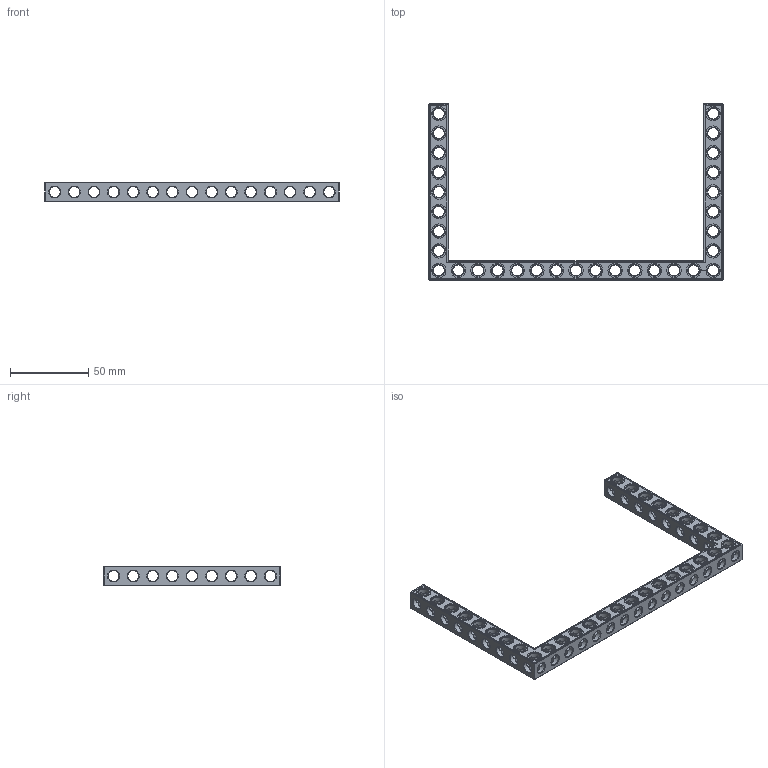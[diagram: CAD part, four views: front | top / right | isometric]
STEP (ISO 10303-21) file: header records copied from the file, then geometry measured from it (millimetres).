
FILE_DESCRIPTION(('FreeCAD Model'),'2;1');
FILE_NAME('Open CASCADE Shape Model','2022-03-06T13:35:47',('Author'),( ''),'Open CASCADE STEP processor 7.5','FreeCAD','Unknown');
FILE_SCHEMA(('AUTOMOTIVE_DESIGN { 1 0 10303 214 1 1 1 1 }'));
Products named in the file (1): Beam AGD ESS USH SYM BU15x09x01 - SPN-BEM-0544 (stemfie.org)
Bounding box: 187.5 x 112.5 x 12.5 mm (x, y, z)
Volume: 30285.3 mm3; surface area: 27086.7 mm2
Topology: 1 solids, 1 shells, 858 faces, 2596 edges, 1681 vertices
Faces by surface type: plane 423, cylinder 187, cone 126, extrusion 122
Full cylindrical faces by diameter (mm): 6.98 x20, 7 x136, 9.2 x31
Entity records: 149981 total; most frequent: CARTESIAN_POINT 101074, DIRECTION 8108, ORIENTED_EDGE 5192, PCURVE 5192, DEFINITIONAL_REPRESENTATION 5192, VECTOR 5095, LINE 4973, EDGE_CURVE 2596
